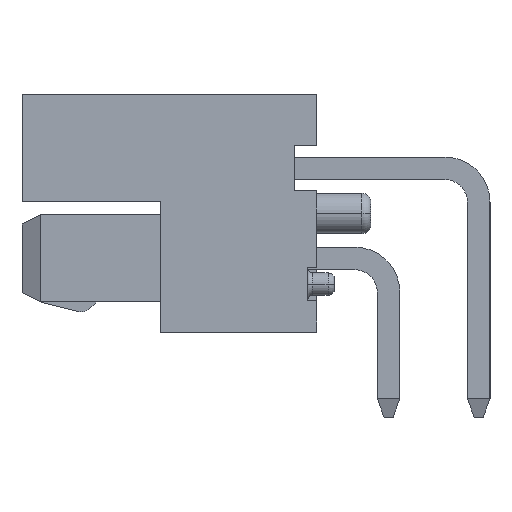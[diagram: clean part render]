
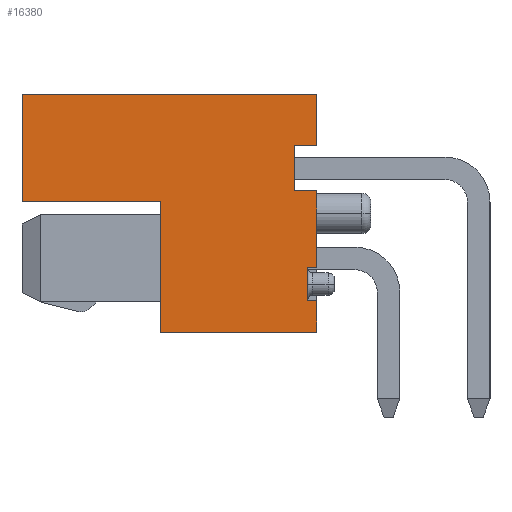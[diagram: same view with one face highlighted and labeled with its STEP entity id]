
A CAD part, left-side view. The second image highlights one B-rep face of the part: STEP entity #16380.
In plain terms, the highlighted planar face has unit normal (-1, 0, 0).
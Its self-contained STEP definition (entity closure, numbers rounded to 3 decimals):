
#489=CARTESIAN_POINT('',(-10.785,6.35,0.254));
#490=VERTEX_POINT('',#489);
#497=CARTESIAN_POINT('',(-10.785,6.35,2.635));
#498=VERTEX_POINT('',#497);
#499=CARTESIAN_POINT('',(-10.785,6.35,0.254));
#500=DIRECTION('',(0.,0.,1.));
#501=VECTOR('',#500,2.381);
#502=LINE('',#499,#501);
#503=EDGE_CURVE('',#490,#498,#502,.T.);
#1077=CARTESIAN_POINT('',(-10.785,-0.19,-2.635));
#1078=VERTEX_POINT('',#1077);
#1085=CARTESIAN_POINT('',(-10.785,3.27,-2.635));
#1086=VERTEX_POINT('',#1085);
#1087=CARTESIAN_POINT('',(-10.785,-0.19,-2.635));
#1088=DIRECTION('',(0.,1.,0.));
#1089=VECTOR('',#1088,3.46);
#1090=LINE('',#1087,#1089);
#1091=EDGE_CURVE('',#1078,#1086,#1090,.T.);
#2678=CARTESIAN_POINT('',(-10.785,0.31,1.5));
#2679=VERTEX_POINT('',#2678);
#2686=CARTESIAN_POINT('',(-10.785,0.31,0.5));
#2687=VERTEX_POINT('',#2686);
#2688=CARTESIAN_POINT('',(-10.785,0.31,1.5));
#2689=DIRECTION('',(0.,0.,-1.));
#2690=VECTOR('',#2689,1.);
#2691=LINE('',#2688,#2690);
#2692=EDGE_CURVE('',#2679,#2687,#2691,.T.);
#6292=CARTESIAN_POINT('',(-10.785,-0.19,2.635));
#6293=VERTEX_POINT('',#6292);
#6294=CARTESIAN_POINT('',(-10.785,6.35,2.635));
#6295=DIRECTION('',(0.,-1.,0.));
#6296=VECTOR('',#6295,6.54);
#6297=LINE('',#6294,#6296);
#6298=EDGE_CURVE('',#498,#6293,#6297,.T.);
#14991=CARTESIAN_POINT('',(-10.785,3.27,0.254));
#14992=VERTEX_POINT('',#14991);
#14993=CARTESIAN_POINT('',(-10.785,3.27,-2.635));
#14994=DIRECTION('',(0.,0.,1.));
#14995=VECTOR('',#14994,2.889);
#14996=LINE('',#14993,#14995);
#14997=EDGE_CURVE('',#1086,#14992,#14996,.T.);
#16179=CARTESIAN_POINT('',(-10.785,-0.19,1.5));
#16180=VERTEX_POINT('',#16179);
#16181=CARTESIAN_POINT('',(-10.785,-0.19,2.635));
#16182=DIRECTION('',(0.,0.,-1.));
#16183=VECTOR('',#16182,1.135);
#16184=LINE('',#16181,#16183);
#16185=EDGE_CURVE('',#6293,#16180,#16184,.T.);
#16201=CARTESIAN_POINT('',(-10.785,-0.19,-1.935));
#16202=VERTEX_POINT('',#16201);
#16203=CARTESIAN_POINT('',(-10.785,-0.19,-1.935));
#16204=DIRECTION('',(0.,0.,-1.));
#16205=VECTOR('',#16204,0.7);
#16206=LINE('',#16203,#16205);
#16207=EDGE_CURVE('',#16202,#1078,#16206,.T.);
#16242=CARTESIAN_POINT('',(-10.785,-0.19,0.5));
#16243=VERTEX_POINT('',#16242);
#16250=CARTESIAN_POINT('',(-10.785,-0.19,-1.2));
#16251=VERTEX_POINT('',#16250);
#16252=CARTESIAN_POINT('',(-10.785,-0.19,0.5));
#16253=DIRECTION('',(0.,0.,-1.));
#16254=VECTOR('',#16253,1.7);
#16255=LINE('',#16252,#16254);
#16256=EDGE_CURVE('',#16243,#16251,#16255,.T.);
#16321=CARTESIAN_POINT('',(-10.785,-0.19,1.5));
#16322=DIRECTION('',(0.,1.,0.));
#16323=VECTOR('',#16322,0.5);
#16324=LINE('',#16321,#16323);
#16325=EDGE_CURVE('',#16180,#2679,#16324,.T.);
#16330=CARTESIAN_POINT('',(-10.785,0.,-2.635));
#16331=DIRECTION('',(0.,0.,1.));
#16332=DIRECTION('',(-1.,0.,0.));
#16333=AXIS2_PLACEMENT_3D('',#16330,#16332,#16331);
#16334=PLANE('',#16333);
#16335=CARTESIAN_POINT('',(-10.785,0.01,-1.2));
#16336=VERTEX_POINT('',#16335);
#16337=CARTESIAN_POINT('',(-10.785,0.01,-1.2));
#16338=DIRECTION('',(0.,-1.,0.));
#16339=VECTOR('',#16338,0.2);
#16340=LINE('',#16337,#16339);
#16341=EDGE_CURVE('',#16336,#16251,#16340,.T.);
#16342=ORIENTED_EDGE('',*,*,#16341,.T.);
#16343=ORIENTED_EDGE('',*,*,#16256,.F.);
#16344=CARTESIAN_POINT('',(-10.785,-0.19,0.5));
#16345=DIRECTION('',(0.,1.,0.));
#16346=VECTOR('',#16345,0.5);
#16347=LINE('',#16344,#16346);
#16348=EDGE_CURVE('',#16243,#2687,#16347,.T.);
#16349=ORIENTED_EDGE('',*,*,#16348,.T.);
#16350=ORIENTED_EDGE('',*,*,#2692,.F.);
#16351=ORIENTED_EDGE('',*,*,#16325,.F.);
#16352=ORIENTED_EDGE('',*,*,#16185,.F.);
#16353=ORIENTED_EDGE('',*,*,#6298,.F.);
#16354=ORIENTED_EDGE('',*,*,#503,.F.);
#16355=CARTESIAN_POINT('',(-10.785,6.35,0.254));
#16356=DIRECTION('',(0.,-1.,0.));
#16357=VECTOR('',#16356,3.08);
#16358=LINE('',#16355,#16357);
#16359=EDGE_CURVE('',#490,#14992,#16358,.T.);
#16360=ORIENTED_EDGE('',*,*,#16359,.T.);
#16361=ORIENTED_EDGE('',*,*,#14997,.F.);
#16362=ORIENTED_EDGE('',*,*,#1091,.F.);
#16363=ORIENTED_EDGE('',*,*,#16207,.F.);
#16364=CARTESIAN_POINT('',(-10.785,0.01,-1.935));
#16365=VERTEX_POINT('',#16364);
#16366=CARTESIAN_POINT('',(-10.785,-0.19,-1.935));
#16367=DIRECTION('',(0.,1.,0.));
#16368=VECTOR('',#16367,0.2);
#16369=LINE('',#16366,#16368);
#16370=EDGE_CURVE('',#16202,#16365,#16369,.T.);
#16371=ORIENTED_EDGE('',*,*,#16370,.T.);
#16372=CARTESIAN_POINT('',(-10.785,0.01,-1.935));
#16373=DIRECTION('',(0.,0.,1.));
#16374=VECTOR('',#16373,0.735);
#16375=LINE('',#16372,#16374);
#16376=EDGE_CURVE('',#16365,#16336,#16375,.T.);
#16377=ORIENTED_EDGE('',*,*,#16376,.T.);
#16378=EDGE_LOOP('',(#16342,#16343,#16349,#16350,#16351,#16352,#16353,#16354,#16360,#16361,#16362,#16363,#16371,#16377));
#16379=FACE_OUTER_BOUND('',#16378,.T.);
#16380=ADVANCED_FACE('',(#16379),#16334,.T.);
